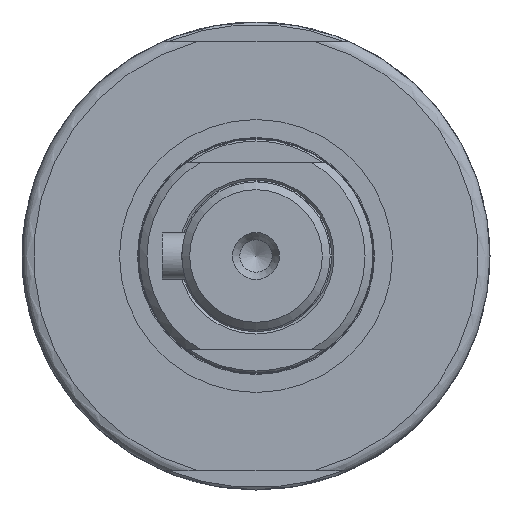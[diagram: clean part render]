
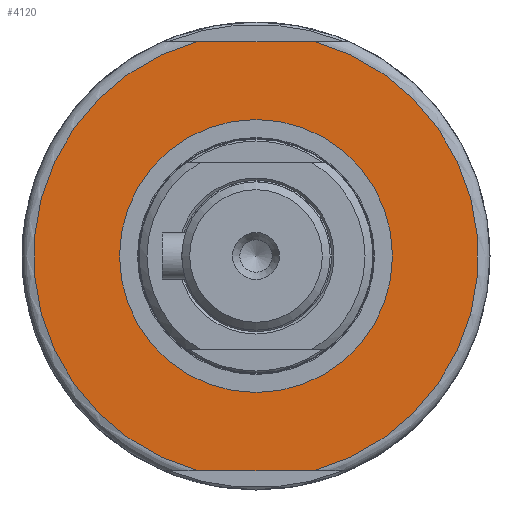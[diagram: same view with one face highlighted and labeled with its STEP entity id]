
A CAD part, left-side view. The second image highlights one B-rep face of the part: STEP entity #4120.
In plain terms, the highlighted planar face has unit normal (-1, 0, 0).
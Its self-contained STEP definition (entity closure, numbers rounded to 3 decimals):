
#152=FACE_BOUND('',#1429,.T.);
#626=LINE('',#7009,#922);
#627=LINE('',#7010,#923);
#922=VECTOR('',#5500,10.);
#923=VECTOR('',#5501,10.);
#1184=FACE_OUTER_BOUND('',#1428,.T.);
#1428=EDGE_LOOP('',(#3527,#3528,#3529,#3530));
#1429=EDGE_LOOP('',(#3531,#3532));
#1635=CIRCLE('',#4496,17.5);
#1636=CIRCLE('',#4497,17.5);
#1646=CIRCLE('',#4510,28.5);
#1649=CIRCLE('',#4514,28.5);
#2004=VERTEX_POINT('',#6911);
#2005=VERTEX_POINT('',#6913);
#2016=VERTEX_POINT('',#6940);
#2017=VERTEX_POINT('',#6955);
#2019=VERTEX_POINT('',#6974);
#2022=VERTEX_POINT('',#6992);
#2528=EDGE_CURVE('',#2005,#2004,#1635,.T.);
#2529=EDGE_CURVE('',#2004,#2005,#1636,.T.);
#2542=EDGE_CURVE('',#2016,#2017,#1646,.T.);
#2548=EDGE_CURVE('',#2022,#2019,#1649,.T.);
#2549=EDGE_CURVE('',#2016,#2019,#626,.T.);
#2550=EDGE_CURVE('',#2022,#2017,#627,.T.);
#3527=ORIENTED_EDGE('',*,*,#2549,.T.);
#3528=ORIENTED_EDGE('',*,*,#2548,.F.);
#3529=ORIENTED_EDGE('',*,*,#2550,.T.);
#3530=ORIENTED_EDGE('',*,*,#2542,.F.);
#3531=ORIENTED_EDGE('',*,*,#2528,.T.);
#3532=ORIENTED_EDGE('',*,*,#2529,.T.);
#3926=PLANE('',#4515);
#4120=ADVANCED_FACE('',(#1184,#152),#3926,.T.);
#4496=AXIS2_PLACEMENT_3D('',#6914,#5458,#5459);
#4497=AXIS2_PLACEMENT_3D('',#6915,#5460,#5461);
#4510=AXIS2_PLACEMENT_3D('',#6956,#5488,#5489);
#4514=AXIS2_PLACEMENT_3D('',#7007,#5496,#5497);
#4515=AXIS2_PLACEMENT_3D('',#7008,#5498,#5499);
#5458=DIRECTION('center_axis',(1.,0.,0.));
#5459=DIRECTION('ref_axis',(0.,-1.,0.));
#5460=DIRECTION('center_axis',(1.,0.,0.));
#5461=DIRECTION('ref_axis',(0.,-1.,0.));
#5488=DIRECTION('center_axis',(1.,0.,0.));
#5489=DIRECTION('ref_axis',(0.,-1.,0.));
#5496=DIRECTION('center_axis',(1.,0.,0.));
#5497=DIRECTION('ref_axis',(0.,-1.,0.));
#5498=DIRECTION('center_axis',(-1.,0.,0.));
#5499=DIRECTION('ref_axis',(0.,0.,-1.));
#5500=DIRECTION('',(0.,-1.,0.));
#5501=DIRECTION('',(0.,1.,0.));
#6911=CARTESIAN_POINT('',(-189.,17.5,0.));
#6913=CARTESIAN_POINT('',(-189.,-17.5,0.));
#6914=CARTESIAN_POINT('Origin',(-189.,0.,0.));
#6915=CARTESIAN_POINT('Origin',(-189.,0.,0.));
#6940=CARTESIAN_POINT('',(-189.,7.483,-27.5));
#6955=CARTESIAN_POINT('',(-189.,7.483,27.5));
#6956=CARTESIAN_POINT('Origin',(-189.,0.,0.));
#6974=CARTESIAN_POINT('',(-189.,-7.483,-27.5));
#6992=CARTESIAN_POINT('',(-189.,-7.483,27.5));
#7007=CARTESIAN_POINT('Origin',(-189.,0.,0.));
#7008=CARTESIAN_POINT('Origin',(-189.,-23.,0.));
#7009=CARTESIAN_POINT('',(-189.,-24.063,-27.5));
#7010=CARTESIAN_POINT('',(-189.,1.553,27.5));
